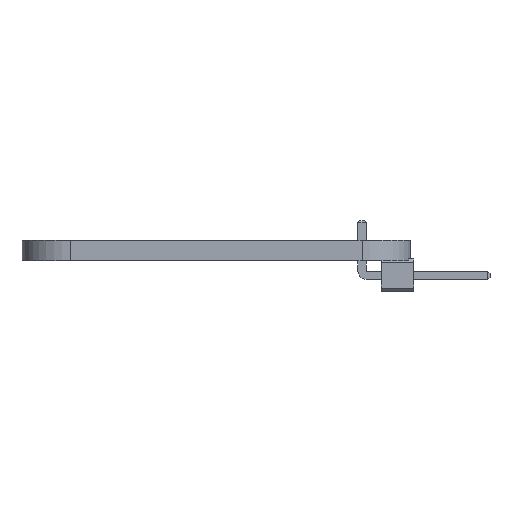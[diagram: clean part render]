
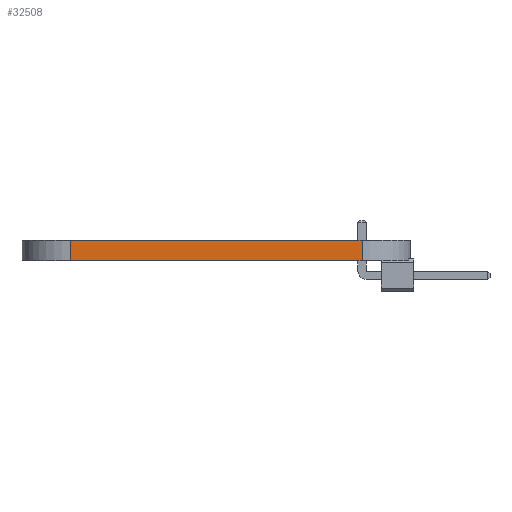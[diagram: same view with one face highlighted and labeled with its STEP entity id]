
A CAD part, left-side view. The second image highlights one B-rep face of the part: STEP entity #32508.
In plain terms, the highlighted planar face has unit normal (-1, 0, 0).
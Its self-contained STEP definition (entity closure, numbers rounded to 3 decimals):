
#32508 = ADVANCED_FACE('',(#32509),#32523,.F.);
#32509 = FACE_BOUND('',#32510,.F.);
#32510 = EDGE_LOOP('',(#32511,#32546,#32574,#32602));
#32511 = ORIENTED_EDGE('',*,*,#32512,.T.);
#32512 = EDGE_CURVE('',#32513,#32515,#32517,.T.);
#32513 = VERTEX_POINT('',#32514);
#32514 = CARTESIAN_POINT('',(59.69,-53.34,0.));
#32515 = VERTEX_POINT('',#32516);
#32516 = CARTESIAN_POINT('',(59.69,-53.34,1.6));
#32517 = SURFACE_CURVE('',#32518,(#32522,#32534),.PCURVE_S1.);
#32518 = LINE('',#32519,#32520);
#32519 = CARTESIAN_POINT('',(59.69,-53.34,0.));
#32520 = VECTOR('',#32521,1.);
#32521 = DIRECTION('',(0.,0.,1.));
#32522 = PCURVE('',#32523,#32528);
#32523 = PLANE('',#32524);
#32524 = AXIS2_PLACEMENT_3D('',#32525,#32526,#32527);
#32525 = CARTESIAN_POINT('',(59.69,-53.34,0.));
#32526 = DIRECTION('',(1.,0.,-0.));
#32527 = DIRECTION('',(0.,-1.,0.));
#32528 = DEFINITIONAL_REPRESENTATION('',(#32529),#32533);
#32529 = LINE('',#32530,#32531);
#32530 = CARTESIAN_POINT('',(0.,0.));
#32531 = VECTOR('',#32532,1.);
#32532 = DIRECTION('',(0.,-1.));
#32533 = ( GEOMETRIC_REPRESENTATION_CONTEXT(2) 
PARAMETRIC_REPRESENTATION_CONTEXT() REPRESENTATION_CONTEXT('2D SPACE',''
  ) );
#32534 = PCURVE('',#32535,#32540);
#32535 = CYLINDRICAL_SURFACE('',#32536,3.81);
#32536 = AXIS2_PLACEMENT_3D('',#32537,#32538,#32539);
#32537 = CARTESIAN_POINT('',(63.5,-53.34,0.));
#32538 = DIRECTION('',(-0.,-0.,-1.));
#32539 = DIRECTION('',(1.,0.,-0.));
#32540 = DEFINITIONAL_REPRESENTATION('',(#32541),#32545);
#32541 = LINE('',#32542,#32543);
#32542 = CARTESIAN_POINT('',(-3.142,0.));
#32543 = VECTOR('',#32544,1.);
#32544 = DIRECTION('',(-0.,-1.));
#32545 = ( GEOMETRIC_REPRESENTATION_CONTEXT(2) 
PARAMETRIC_REPRESENTATION_CONTEXT() REPRESENTATION_CONTEXT('2D SPACE',''
  ) );
#32546 = ORIENTED_EDGE('',*,*,#32547,.T.);
#32547 = EDGE_CURVE('',#32515,#32548,#32550,.T.);
#32548 = VERTEX_POINT('',#32549);
#32549 = CARTESIAN_POINT('',(59.69,-76.2,1.6));
#32550 = SURFACE_CURVE('',#32551,(#32555,#32562),.PCURVE_S1.);
#32551 = LINE('',#32552,#32553);
#32552 = CARTESIAN_POINT('',(59.69,-53.34,1.6));
#32553 = VECTOR('',#32554,1.);
#32554 = DIRECTION('',(0.,-1.,0.));
#32555 = PCURVE('',#32523,#32556);
#32556 = DEFINITIONAL_REPRESENTATION('',(#32557),#32561);
#32557 = LINE('',#32558,#32559);
#32558 = CARTESIAN_POINT('',(0.,-1.6));
#32559 = VECTOR('',#32560,1.);
#32560 = DIRECTION('',(1.,0.));
#32561 = ( GEOMETRIC_REPRESENTATION_CONTEXT(2) 
PARAMETRIC_REPRESENTATION_CONTEXT() REPRESENTATION_CONTEXT('2D SPACE',''
  ) );
#32562 = PCURVE('',#32563,#32568);
#32563 = PLANE('',#32564);
#32564 = AXIS2_PLACEMENT_3D('',#32565,#32566,#32567);
#32565 = CARTESIAN_POINT('',(92.71,-64.77,1.6));
#32566 = DIRECTION('',(0.,0.,1.));
#32567 = DIRECTION('',(1.,0.,-0.));
#32568 = DEFINITIONAL_REPRESENTATION('',(#32569),#32573);
#32569 = LINE('',#32570,#32571);
#32570 = CARTESIAN_POINT('',(-33.02,11.43));
#32571 = VECTOR('',#32572,1.);
#32572 = DIRECTION('',(0.,-1.));
#32573 = ( GEOMETRIC_REPRESENTATION_CONTEXT(2) 
PARAMETRIC_REPRESENTATION_CONTEXT() REPRESENTATION_CONTEXT('2D SPACE',''
  ) );
#32574 = ORIENTED_EDGE('',*,*,#32575,.F.);
#32575 = EDGE_CURVE('',#32576,#32548,#32578,.T.);
#32576 = VERTEX_POINT('',#32577);
#32577 = CARTESIAN_POINT('',(59.69,-76.2,0.));
#32578 = SURFACE_CURVE('',#32579,(#32583,#32590),.PCURVE_S1.);
#32579 = LINE('',#32580,#32581);
#32580 = CARTESIAN_POINT('',(59.69,-76.2,0.));
#32581 = VECTOR('',#32582,1.);
#32582 = DIRECTION('',(0.,0.,1.));
#32583 = PCURVE('',#32523,#32584);
#32584 = DEFINITIONAL_REPRESENTATION('',(#32585),#32589);
#32585 = LINE('',#32586,#32587);
#32586 = CARTESIAN_POINT('',(22.86,0.));
#32587 = VECTOR('',#32588,1.);
#32588 = DIRECTION('',(0.,-1.));
#32589 = ( GEOMETRIC_REPRESENTATION_CONTEXT(2) 
PARAMETRIC_REPRESENTATION_CONTEXT() REPRESENTATION_CONTEXT('2D SPACE',''
  ) );
#32590 = PCURVE('',#32591,#32596);
#32591 = CYLINDRICAL_SURFACE('',#32592,3.81);
#32592 = AXIS2_PLACEMENT_3D('',#32593,#32594,#32595);
#32593 = CARTESIAN_POINT('',(63.5,-76.2,0.));
#32594 = DIRECTION('',(-0.,-0.,-1.));
#32595 = DIRECTION('',(1.,0.,-0.));
#32596 = DEFINITIONAL_REPRESENTATION('',(#32597),#32601);
#32597 = LINE('',#32598,#32599);
#32598 = CARTESIAN_POINT('',(-3.142,0.));
#32599 = VECTOR('',#32600,1.);
#32600 = DIRECTION('',(-0.,-1.));
#32601 = ( GEOMETRIC_REPRESENTATION_CONTEXT(2) 
PARAMETRIC_REPRESENTATION_CONTEXT() REPRESENTATION_CONTEXT('2D SPACE',''
  ) );
#32602 = ORIENTED_EDGE('',*,*,#32603,.F.);
#32603 = EDGE_CURVE('',#32513,#32576,#32604,.T.);
#32604 = SURFACE_CURVE('',#32605,(#32609,#32616),.PCURVE_S1.);
#32605 = LINE('',#32606,#32607);
#32606 = CARTESIAN_POINT('',(59.69,-53.34,0.));
#32607 = VECTOR('',#32608,1.);
#32608 = DIRECTION('',(0.,-1.,0.));
#32609 = PCURVE('',#32523,#32610);
#32610 = DEFINITIONAL_REPRESENTATION('',(#32611),#32615);
#32611 = LINE('',#32612,#32613);
#32612 = CARTESIAN_POINT('',(0.,0.));
#32613 = VECTOR('',#32614,1.);
#32614 = DIRECTION('',(1.,0.));
#32615 = ( GEOMETRIC_REPRESENTATION_CONTEXT(2) 
PARAMETRIC_REPRESENTATION_CONTEXT() REPRESENTATION_CONTEXT('2D SPACE',''
  ) );
#32616 = PCURVE('',#32617,#32622);
#32617 = PLANE('',#32618);
#32618 = AXIS2_PLACEMENT_3D('',#32619,#32620,#32621);
#32619 = CARTESIAN_POINT('',(92.71,-64.77,0.));
#32620 = DIRECTION('',(0.,0.,1.));
#32621 = DIRECTION('',(1.,0.,-0.));
#32622 = DEFINITIONAL_REPRESENTATION('',(#32623),#32627);
#32623 = LINE('',#32624,#32625);
#32624 = CARTESIAN_POINT('',(-33.02,11.43));
#32625 = VECTOR('',#32626,1.);
#32626 = DIRECTION('',(0.,-1.));
#32627 = ( GEOMETRIC_REPRESENTATION_CONTEXT(2) 
PARAMETRIC_REPRESENTATION_CONTEXT() REPRESENTATION_CONTEXT('2D SPACE',''
  ) );
